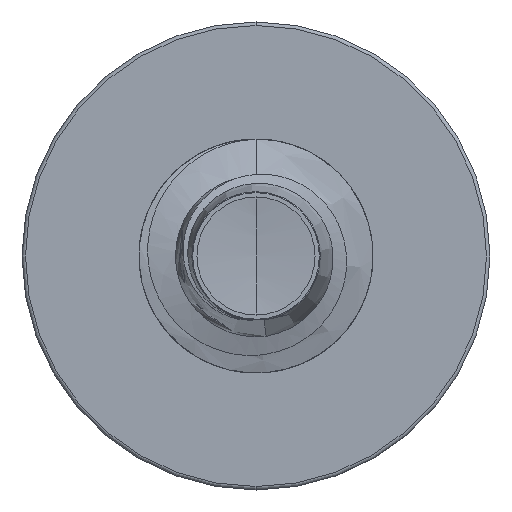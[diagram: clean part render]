
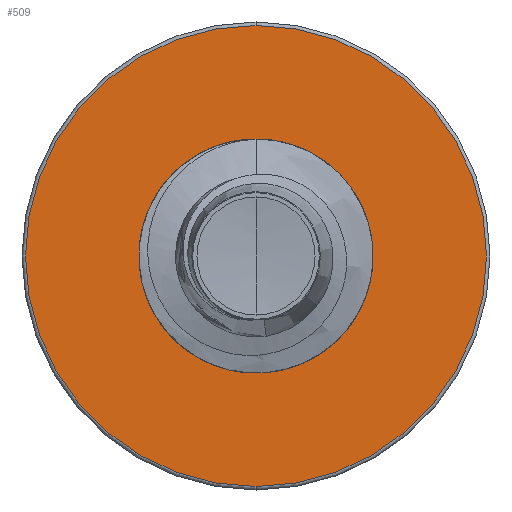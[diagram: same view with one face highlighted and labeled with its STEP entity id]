
A CAD part, front view. The second image highlights one B-rep face of the part: STEP entity #509.
In plain terms, the highlighted planar face has unit normal (0, -1, 0).
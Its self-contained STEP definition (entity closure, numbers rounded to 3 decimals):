
#509 = ADVANCED_FACE ( 'NONE', ( #1819, #7582 ), #5853, .F. ) ;
#1819 = FACE_OUTER_BOUND ( 'NONE', #17564, .T. ) ;
#2064 = CIRCLE ( 'NONE', #3523, 1.722 ) ;
#2531 = ORIENTED_EDGE ( 'NONE', *, *, #2558, .T. ) ;
#2558 = EDGE_CURVE ( 'NONE', #5941, #18459, #20996, .T. ) ;
#3516 = EDGE_CURVE ( 'NONE', #17316, #12731, #22917, .T. ) ;
#3523 = AXIS2_PLACEMENT_3D ( 'NONE', #24375, #12549, #25947 ) ;
#3792 = EDGE_CURVE ( 'NONE', #12731, #17316, #16591, .T. ) ;
#4205 = DIRECTION ( 'NONE',  ( 0., 1., 0. ) ) ;
#5123 = CARTESIAN_POINT ( 'NONE',  ( 0., 20., 3.448 ) ) ;
#5267 = CARTESIAN_POINT ( 'NONE',  ( 0., 20., 0. ) ) ;
#5853 = PLANE ( 'NONE',  #25673 ) ;
#5941 = VERTEX_POINT ( 'NONE', #7732 ) ;
#7427 = DIRECTION ( 'NONE',  ( 0., 1., 0. ) ) ;
#7542 = CARTESIAN_POINT ( 'NONE',  ( 0., 20., -1.722 ) ) ;
#7582 = FACE_BOUND ( 'NONE', #8402, .T. ) ;
#7732 = CARTESIAN_POINT ( 'NONE',  ( 0., 20., 1.722 ) ) ;
#8040 = DIRECTION ( 'NONE',  ( 0., 0., 1. ) ) ;
#8402 = EDGE_LOOP ( 'NONE', ( #2531, #16133 ) ) ;
#10307 = AXIS2_PLACEMENT_3D ( 'NONE', #18755, #4205, #20720 ) ;
#12549 = DIRECTION ( 'NONE',  ( 0., 1., 0. ) ) ;
#12575 = CARTESIAN_POINT ( 'NONE',  ( 0., 20., 0. ) ) ;
#12731 = VERTEX_POINT ( 'NONE', #20245 ) ;
#13001 = AXIS2_PLACEMENT_3D ( 'NONE', #12575, #25968, #14809 ) ;
#14809 = DIRECTION ( 'NONE',  ( 0., 0., 1. ) ) ;
#16133 = ORIENTED_EDGE ( 'NONE', *, *, #20106, .T. ) ;
#16591 = CIRCLE ( 'NONE', #18791, 3.448 ) ;
#17072 = DIRECTION ( 'NONE',  ( 0., 0., 1. ) ) ;
#17316 = VERTEX_POINT ( 'NONE', #5123 ) ;
#17564 = EDGE_LOOP ( 'NONE', ( #20902, #25403 ) ) ;
#17665 = CARTESIAN_POINT ( 'NONE',  ( 0., 20., -1.722 ) ) ;
#18459 = VERTEX_POINT ( 'NONE', #17665 ) ;
#18755 = CARTESIAN_POINT ( 'NONE',  ( 0., 20., 0. ) ) ;
#18791 = AXIS2_PLACEMENT_3D ( 'NONE', #5267, #21385, #8040 ) ;
#20106 = EDGE_CURVE ( 'NONE', #18459, #5941, #2064, .T. ) ;
#20245 = CARTESIAN_POINT ( 'NONE',  ( 0., 20., -3.447 ) ) ;
#20720 = DIRECTION ( 'NONE',  ( 0., 0., 1. ) ) ;
#20902 = ORIENTED_EDGE ( 'NONE', *, *, #3516, .F. ) ;
#20996 = CIRCLE ( 'NONE', #10307, 1.722 ) ;
#21385 = DIRECTION ( 'NONE',  ( 0., 1., 0. ) ) ;
#22917 = CIRCLE ( 'NONE', #13001, 3.448 ) ;
#24375 = CARTESIAN_POINT ( 'NONE',  ( 0., 20., 0. ) ) ;
#25403 = ORIENTED_EDGE ( 'NONE', *, *, #3792, .F. ) ;
#25673 = AXIS2_PLACEMENT_3D ( 'NONE', #7542, #7427, #17072 ) ;
#25947 = DIRECTION ( 'NONE',  ( 0., 0., 1. ) ) ;
#25968 = DIRECTION ( 'NONE',  ( 0., 1., 0. ) ) ;
